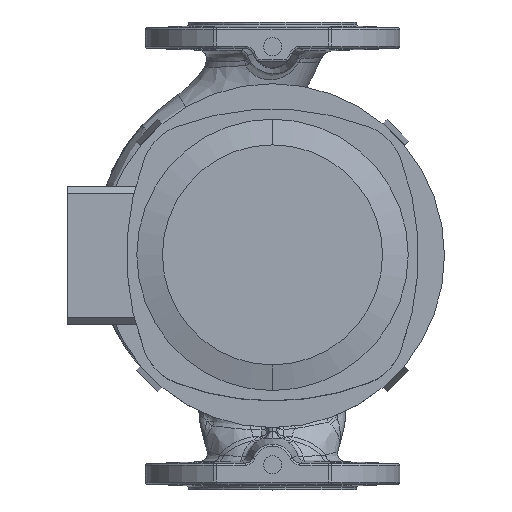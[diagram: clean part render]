
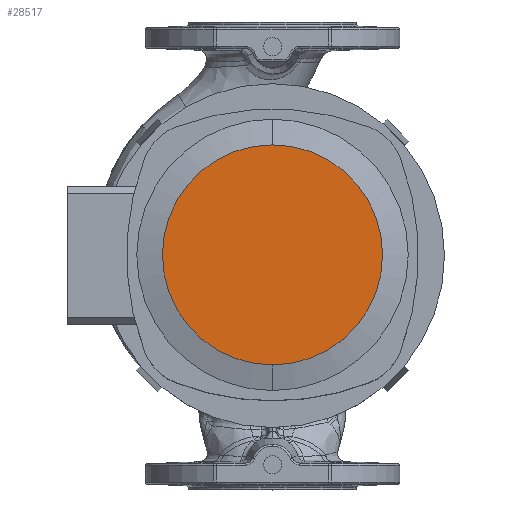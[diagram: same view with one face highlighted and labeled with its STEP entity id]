
A CAD part, top view. The second image highlights one B-rep face of the part: STEP entity #28517.
In plain terms, the highlighted planar face has unit normal (0, 0, 1).
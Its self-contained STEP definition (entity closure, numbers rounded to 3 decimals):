
#1710 = DIRECTION ( 'NONE',  ( 0., -1., 0. ) ) ;
#1712 = DIRECTION ( 'NONE',  ( 0., 0., -1. ) ) ;
#1718 = PLANE ( 'NONE',  #14362 ) ;
#1720 = FACE_OUTER_BOUND ( 'NONE', #31162, .T. ) ;
#1734 = CARTESIAN_POINT ( 'NONE',  ( -80., 0., 411. ) ) ;
#1737 = ORIENTED_EDGE ( 'NONE', *, *, #10889, .T. ) ;
#1739 = ORIENTED_EDGE ( 'NONE', *, *, #22845, .T. ) ;
#10889 = EDGE_CURVE ( 'NONE', #30635, #30632, #26344, .T. ) ;
#14362 = AXIS2_PLACEMENT_3D ( 'NONE', #1734, #1712, #1710 ) ;
#16979 = CARTESIAN_POINT ( 'NONE',  ( 0., 80., 411. ) ) ;
#16982 = CARTESIAN_POINT ( 'NONE',  ( 0., -80., 411. ) ) ;
#18483 = DIRECTION ( 'NONE',  ( 0., 1., 0. ) ) ;
#18484 = DIRECTION ( 'NONE',  ( 0., 0., 1. ) ) ;
#18485 = CARTESIAN_POINT ( 'NONE',  ( 0., 0., 411. ) ) ;
#22845 = EDGE_CURVE ( 'NONE', #30632, #30635, #25738, .T. ) ;
#25736 = AXIS2_PLACEMENT_3D ( 'NONE', #18485, #18484, #18483 ) ;
#25738 = CIRCLE ( 'NONE', #25736, 80. ) ;
#26344 = CIRCLE ( 'NONE', #26387, 80. ) ;
#26387 = AXIS2_PLACEMENT_3D ( 'NONE', #27094, #27093, #27092 ) ;
#27092 = DIRECTION ( 'NONE',  ( 0., 1., 0. ) ) ;
#27093 = DIRECTION ( 'NONE',  ( 0., 0., 1. ) ) ;
#27094 = CARTESIAN_POINT ( 'NONE',  ( 0., 0., 411. ) ) ;
#28517 = ADVANCED_FACE ( 'NONE', ( #1720 ), #1718, .F. ) ;
#30632 = VERTEX_POINT ( 'NONE', #16979 ) ;
#30635 = VERTEX_POINT ( 'NONE', #16982 ) ;
#31162 = EDGE_LOOP ( 'NONE', ( #1737, #1739 ) ) ;
